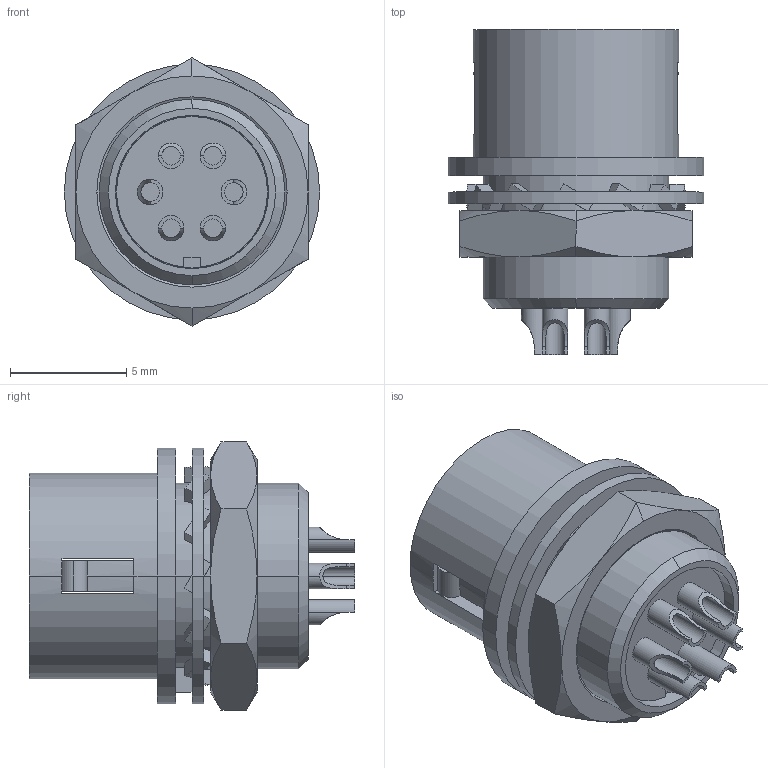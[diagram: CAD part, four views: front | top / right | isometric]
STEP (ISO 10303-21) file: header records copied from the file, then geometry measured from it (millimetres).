
FILE_DESCRIPTION(('CoCreate Modeling STEP Export'),'2;1');
FILE_NAME('HR10A-7R-6P.stp','2010-02-26T11:06:09',(''),(''),'CoCreate Modeling STEP processor for AP214 (Solid Model)','CoCreate Modeling 16.00B 02-Dec-2008 (C) Parametric Technology GmbH','');
FILE_SCHEMA(('AUTOMOTIVE_DESIGN { 1 0 10303 214 1 1 1 1 }'));
Length unit declared in the file: millimetre
Products named in the file (1): HR10A-7R-6P
Bounding box: 11 x 14 x 11.55 mm (x, y, z)
Volume: 512.3 mm3; surface area: 1098.6 mm2
Topology: 1 solids, 1 shells, 314 faces, 887 edges, 558 vertices
Faces by surface type: cylinder 142, plane 138, cone 34
Entity records: 11165 total; most frequent: CARTESIAN_POINT 3567, ORIENTED_EDGE 1774, DIRECTION 1444, EDGE_CURVE 887, VERTEX_POINT 558, AXIS2_PLACEMENT_3D 546, VECTOR 352, LINE 352
